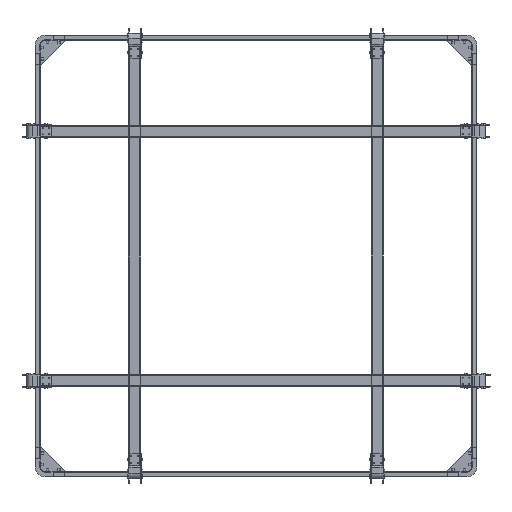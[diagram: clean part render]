
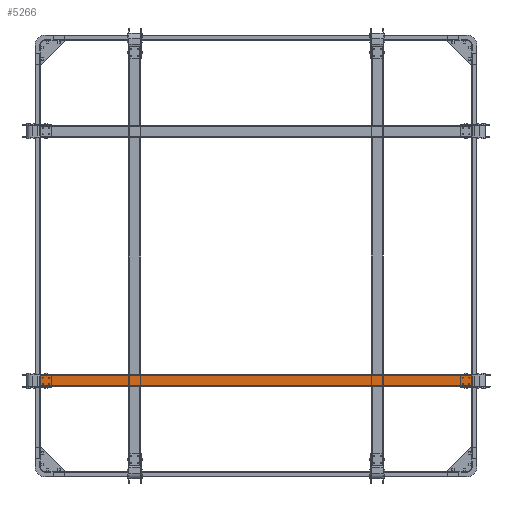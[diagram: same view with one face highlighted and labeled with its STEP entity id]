
A CAD part, left-side view. The second image highlights one B-rep face of the part: STEP entity #5266.
In plain terms, the highlighted face is planar.
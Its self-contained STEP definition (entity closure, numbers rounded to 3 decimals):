
#1847=CIRCLE('',#5607,2.1);
#1849=CIRCLE('',#5610,2.1);
#1851=CIRCLE('',#5613,2.1);
#1853=CIRCLE('',#5616,2.1);
#1855=CIRCLE('',#5619,2.1);
#1857=CIRCLE('',#5622,2.1);
#1859=CIRCLE('',#5625,2.1);
#1861=CIRCLE('',#5628,2.1);
#2262=VERTEX_POINT('',#7711);
#2264=VERTEX_POINT('',#7716);
#2266=VERTEX_POINT('',#7721);
#2268=VERTEX_POINT('',#7726);
#2270=VERTEX_POINT('',#7731);
#2272=VERTEX_POINT('',#7736);
#2274=VERTEX_POINT('',#7741);
#2276=VERTEX_POINT('',#7746);
#2286=VERTEX_POINT('',#7772);
#2287=VERTEX_POINT('',#7774);
#2298=VERTEX_POINT('',#7805);
#2299=VERTEX_POINT('',#7807);
#2628=VECTOR('',#6638,1.);
#2640=VECTOR('',#6665,1.);
#2642=VECTOR('',#6676,1.);
#2644=VECTOR('',#6679,1.);
#2972=LINE('',#7773,#2628);
#2984=LINE('',#7806,#2640);
#2986=LINE('',#7816,#2642);
#2988=LINE('',#7819,#2644);
#3440=EDGE_CURVE('',#2262,#2262,#1847,.T.);
#3442=EDGE_CURVE('',#2264,#2264,#1849,.T.);
#3444=EDGE_CURVE('',#2266,#2266,#1851,.T.);
#3446=EDGE_CURVE('',#2268,#2268,#1853,.T.);
#3448=EDGE_CURVE('',#2270,#2270,#1855,.T.);
#3450=EDGE_CURVE('',#2272,#2272,#1857,.T.);
#3452=EDGE_CURVE('',#2274,#2274,#1859,.T.);
#3454=EDGE_CURVE('',#2276,#2276,#1861,.T.);
#3467=EDGE_CURVE('',#2286,#2287,#2972,.T.);
#3483=EDGE_CURVE('',#2298,#2299,#2984,.T.);
#3488=EDGE_CURVE('',#2287,#2298,#2986,.T.);
#3490=EDGE_CURVE('',#2299,#2286,#2988,.T.);
#4472=ORIENTED_EDGE('',*,*,#3440,.T.);
#4473=ORIENTED_EDGE('',*,*,#3442,.T.);
#4474=ORIENTED_EDGE('',*,*,#3444,.T.);
#4475=ORIENTED_EDGE('',*,*,#3446,.T.);
#4476=ORIENTED_EDGE('',*,*,#3448,.T.);
#4477=ORIENTED_EDGE('',*,*,#3450,.T.);
#4478=ORIENTED_EDGE('',*,*,#3452,.T.);
#4479=ORIENTED_EDGE('',*,*,#3454,.T.);
#4480=ORIENTED_EDGE('',*,*,#3488,.F.);
#4481=ORIENTED_EDGE('',*,*,#3467,.F.);
#4482=ORIENTED_EDGE('',*,*,#3490,.F.);
#4483=ORIENTED_EDGE('',*,*,#3483,.F.);
#4770=EDGE_LOOP('',(#4472));
#4771=EDGE_LOOP('',(#4473));
#4772=EDGE_LOOP('',(#4474));
#4773=EDGE_LOOP('',(#4475));
#4774=EDGE_LOOP('',(#4476));
#4775=EDGE_LOOP('',(#4477));
#4776=EDGE_LOOP('',(#4478));
#4777=EDGE_LOOP('',(#4479));
#4778=EDGE_LOOP('',(#4480,#4481,#4482,#4483));
#5062=FACE_BOUND('',#4770,.T.);
#5063=FACE_BOUND('',#4771,.T.);
#5064=FACE_BOUND('',#4772,.T.);
#5065=FACE_BOUND('',#4773,.T.);
#5066=FACE_BOUND('',#4774,.T.);
#5067=FACE_BOUND('',#4775,.T.);
#5068=FACE_BOUND('',#4776,.T.);
#5069=FACE_BOUND('',#4777,.T.);
#5070=FACE_BOUND('',#4778,.T.);
#5266=ADVANCED_FACE('',(#5062,#5063,#5064,#5065,#5066,#5067,#5068,#5069,
#5070),#7958,.T.);
#5607=AXIS2_PLACEMENT_3D('',#7710,#6575,#6576);
#5610=AXIS2_PLACEMENT_3D('',#7715,#6581,#6582);
#5613=AXIS2_PLACEMENT_3D('',#7720,#6587,#6588);
#5616=AXIS2_PLACEMENT_3D('',#7725,#6593,#6594);
#5619=AXIS2_PLACEMENT_3D('',#7730,#6599,#6600);
#5622=AXIS2_PLACEMENT_3D('',#7735,#6605,#6606);
#5625=AXIS2_PLACEMENT_3D('',#7740,#6611,#6612);
#5628=AXIS2_PLACEMENT_3D('',#7745,#6617,#6618);
#5650=AXIS2_PLACEMENT_3D('',#7821,#6681,$);
#6575=DIRECTION('',(0.,-1.,0.));
#6576=DIRECTION('',(2.1,0.,0.));
#6581=DIRECTION('',(0.,-1.,0.));
#6582=DIRECTION('',(2.1,0.,0.));
#6587=DIRECTION('',(0.,-1.,0.));
#6588=DIRECTION('',(2.1,0.,0.));
#6593=DIRECTION('',(0.,-1.,0.));
#6594=DIRECTION('',(2.1,0.,0.));
#6599=DIRECTION('',(0.,-1.,0.));
#6600=DIRECTION('',(2.1,0.,0.));
#6605=DIRECTION('',(0.,-1.,0.));
#6606=DIRECTION('',(2.1,0.,0.));
#6611=DIRECTION('',(0.,-1.,0.));
#6612=DIRECTION('',(2.1,0.,0.));
#6617=DIRECTION('',(0.,-1.,0.));
#6618=DIRECTION('',(2.1,0.,0.));
#6638=DIRECTION('',(0.,0.,-1.));
#6665=DIRECTION('',(0.,0.,1.));
#6676=DIRECTION('',(1.,0.,0.));
#6679=DIRECTION('',(-1.,0.,0.));
#6681=DIRECTION('',(0.,1.,0.));
#7710=CARTESIAN_POINT('',(12.5,2.,789.16));
#7711=CARTESIAN_POINT('',(14.6,2.,789.16));
#7715=CARTESIAN_POINT('',(12.5,2.,-814.16));
#7716=CARTESIAN_POINT('',(14.6,2.,-814.16));
#7720=CARTESIAN_POINT('',(12.5,2.,-789.16));
#7721=CARTESIAN_POINT('',(14.6,2.,-789.16));
#7725=CARTESIAN_POINT('',(-12.5,2.,-789.16));
#7726=CARTESIAN_POINT('',(-10.4,2.,-789.16));
#7730=CARTESIAN_POINT('',(-12.5,2.,-814.16));
#7731=CARTESIAN_POINT('',(-10.4,2.,-814.16));
#7735=CARTESIAN_POINT('',(-12.5,2.,789.16));
#7736=CARTESIAN_POINT('',(-10.4,2.,789.16));
#7740=CARTESIAN_POINT('',(-12.5,2.,814.16));
#7741=CARTESIAN_POINT('',(-10.4,2.,814.16));
#7745=CARTESIAN_POINT('',(12.5,2.,814.16));
#7746=CARTESIAN_POINT('',(14.6,2.,814.16));
#7772=CARTESIAN_POINT('',(-19.5,2.,823.16));
#7773=CARTESIAN_POINT('',(-19.5,2.,-823.16));
#7774=CARTESIAN_POINT('',(-19.5,2.,-823.16));
#7805=CARTESIAN_POINT('',(19.5,2.,-823.16));
#7806=CARTESIAN_POINT('',(19.5,2.,823.16));
#7807=CARTESIAN_POINT('',(19.5,2.,823.16));
#7816=CARTESIAN_POINT('',(19.5,2.,-823.16));
#7819=CARTESIAN_POINT('',(-19.5,2.,823.16));
#7821=CARTESIAN_POINT('',(0.,2.,0.));
#7958=PLANE('',#5650);
